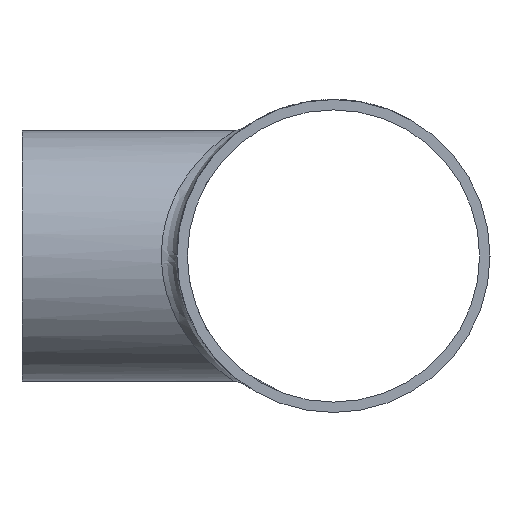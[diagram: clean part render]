
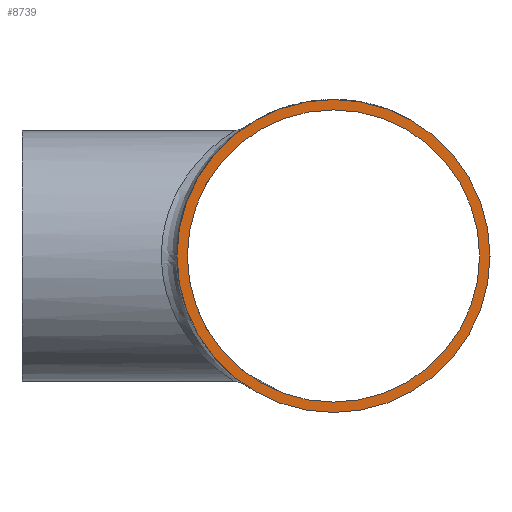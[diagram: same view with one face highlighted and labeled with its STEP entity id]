
A CAD part, left-side view. The second image highlights one B-rep face of the part: STEP entity #8739.
In plain terms, the highlighted planar face has unit normal (-1, 0, 0).
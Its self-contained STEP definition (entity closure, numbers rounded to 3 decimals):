
#90 = DIRECTION ( 'NONE',  ( -1., 0., 0. ) ) ;
#590 = EDGE_CURVE ( 'NONE', #5668, #5668, #18196, .T. ) ;
#788 = AXIS2_PLACEMENT_3D ( 'NONE', #17801, #13395, #11890 ) ;
#1797 = AXIS2_PLACEMENT_3D ( 'NONE', #12610, #8283, #18723 ) ;
#1915 = EDGE_CURVE ( 'NONE', #18026, #18026, #4079, .T. ) ;
#2576 = AXIS2_PLACEMENT_3D ( 'NONE', #4699, #90, #5943 ) ;
#3375 = ORIENTED_EDGE ( 'NONE', *, *, #590, .T. ) ;
#4079 = CIRCLE ( 'NONE', #2576, 28.15 ) ;
#4699 = CARTESIAN_POINT ( 'NONE',  ( -64., 0., 0. ) ) ;
#5668 = VERTEX_POINT ( 'NONE', #11354 ) ;
#5943 = DIRECTION ( 'NONE',  ( 0., 0., 1. ) ) ;
#7298 = PLANE ( 'NONE',  #788 ) ;
#7789 = FACE_OUTER_BOUND ( 'NONE', #8527, .T. ) ;
#7893 = ORIENTED_EDGE ( 'NONE', *, *, #1915, .F. ) ;
#8283 = DIRECTION ( 'NONE',  ( -1., 0., 0. ) ) ;
#8527 = EDGE_LOOP ( 'NONE', ( #3375 ) ) ;
#8739 = ADVANCED_FACE ( 'NONE', ( #10133, #7789 ), #7298, .T. ) ;
#9068 = EDGE_LOOP ( 'NONE', ( #7893 ) ) ;
#10133 = FACE_BOUND ( 'NONE', #9068, .T. ) ;
#11354 = CARTESIAN_POINT ( 'NONE',  ( -64., 0., 30.15 ) ) ;
#11890 = DIRECTION ( 'NONE',  ( 0., 0., 1. ) ) ;
#12610 = CARTESIAN_POINT ( 'NONE',  ( -64., 0., 0. ) ) ;
#13395 = DIRECTION ( 'NONE',  ( -1., 0., 0. ) ) ;
#17374 = CARTESIAN_POINT ( 'NONE',  ( -64., 0., 28.15 ) ) ;
#17801 = CARTESIAN_POINT ( 'NONE',  ( -64., 0., 0. ) ) ;
#18026 = VERTEX_POINT ( 'NONE', #17374 ) ;
#18196 = CIRCLE ( 'NONE', #1797, 30.15 ) ;
#18723 = DIRECTION ( 'NONE',  ( 0., 0., 1. ) ) ;
